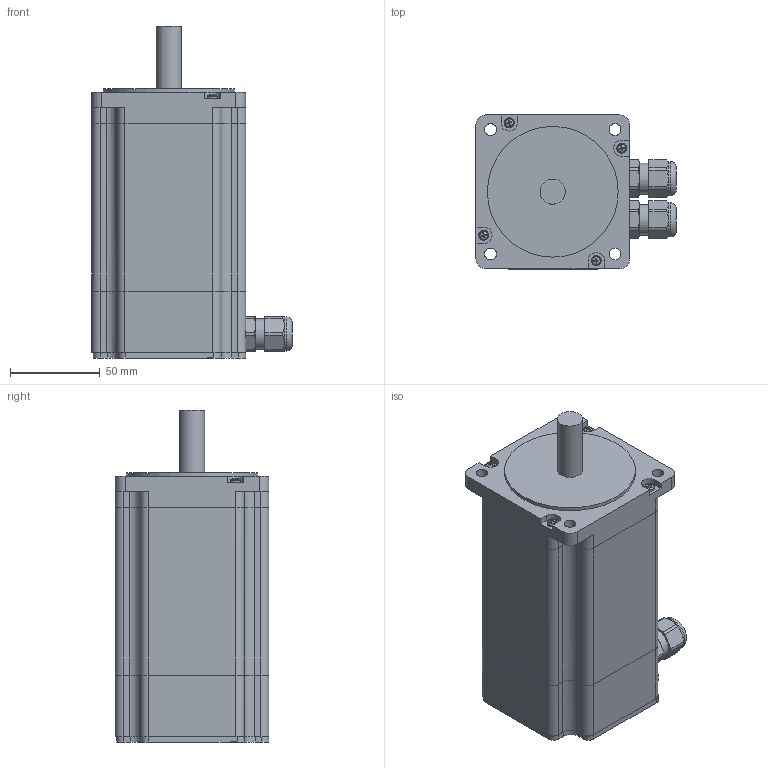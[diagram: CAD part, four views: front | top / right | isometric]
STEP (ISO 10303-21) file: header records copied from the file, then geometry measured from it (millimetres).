
FILE_DESCRIPTION((''),'2;1');
FILE_NAME('AP8918L9504-E.stp','2012-11-13T16:58:42',('wei_j'),(''),'Autodesk Inventor 2010','Autodesk Inventor 2010','');
FILE_SCHEMA(('AUTOMOTIVE_DESIGN { 1 0 10303 214 1 1 1 1 }'));
Length unit declared in the file: millimetre
Products named in the file (1): AP8918L9504-E
Bounding box: 111.9 x 85.9 x 185.4 mm (x, y, z)
Volume: 854745 mm3; surface area: 104280.9 mm2
Topology: 1 solids, 8 shells, 646 faces, 1708 edges, 1103 vertices
Faces by surface type: plane 275, cylinder 185, cone 133, torus 38, bspline 11, sphere 4
Full cylindrical faces by diameter (mm): 2.459 x6, 2.5 x4, 2.693 x4, 2.729 x4, 3 x8, 3.2 x4, 3.242 x4, 5.4 x4, 5.5 x4, 8 x2, 9 x1, 14 x1, 14.38 x2, 16 x1, 17.2 x2, 19 x2, 25 x1, 32 x1, 51.86 x1, 73.025 x1, 79.5 x1
Entity records: 20758 total; most frequent: CARTESIAN_POINT 4889, DIRECTION 3206, ORIENTED_EDGE 3098, EDGE_CURVE 1549, AXIS2_PLACEMENT_3D 1263, VERTEX_POINT 1058, EDGE_LOOP 815, VECTOR 680
